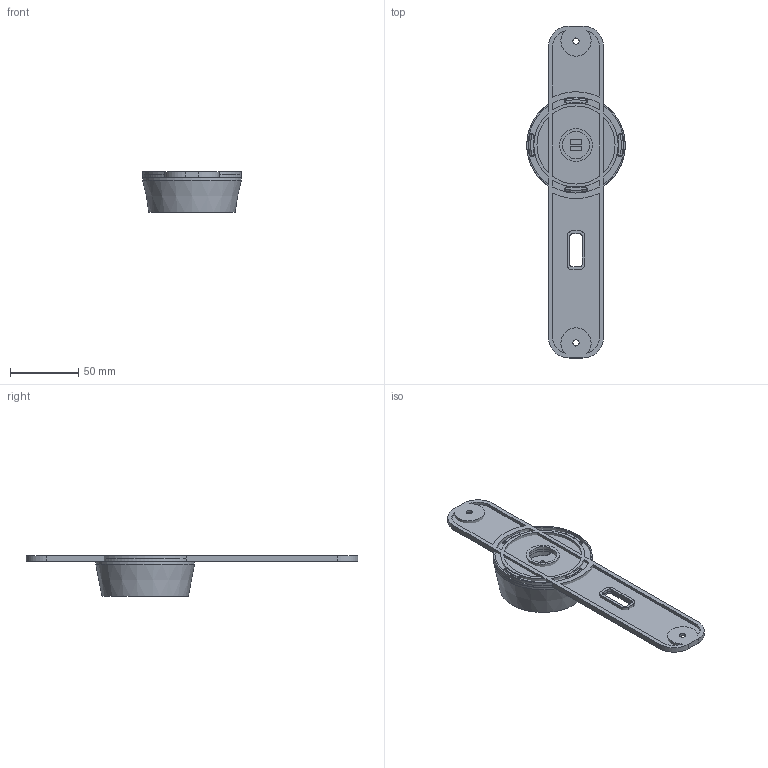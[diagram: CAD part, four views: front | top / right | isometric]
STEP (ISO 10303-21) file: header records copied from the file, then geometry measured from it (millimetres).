
FILE_DESCRIPTION(/* description */ ('','CAx-IF Rec.Pracs.---Representation and Presentation of Product Manufacturing Information (PMI)---4.0---2014-10-13'),/* implementation_level */ '2;1');
FILE_NAME(/* name */ 'DoorHandleReplacement.step',/* time_stamp */ '2024-12-16T20:06:31+01:00',/* author */ (''),/* organization */ (''),/* preprocessor_version */ 'ST-DEVELOPER v20',/* originating_system */ 'Autodesk Translation Framework v13.20.0.188',/* authorisation */ '');
FILE_SCHEMA (('AP242_MANAGED_MODEL_BASED_3D_ENGINEERING_MIM_LF { 1 0 10303 442 1 1 4 }'));
Length unit declared in the file: millimetre
Products named in the file (4): Doorknob; BaseShield; Door handle; Cover
Assembly tree (3 placements, depth 2):
  Doorknob
    BaseShield
    Door handle
    Cover
Bounding box: 72 x 242.44 x 29.5 mm (x, y, z)
Volume: 65589.4 mm3; surface area: 53675.7 mm2
Topology: 10 solids, 10 shells, 229 faces, 596 edges, 384 vertices
Faces by surface type: cylinder 108, plane 85, cone 32, bspline 4
Full cylindrical faces by diameter (mm): 4.5 x2, 11.9 x4, 20 x2, 24 x1, 53 x1, 63 x1, 72 x1
Entity records: 7498 total; most frequent: CARTESIAN_POINT 1620, DIRECTION 1246, ORIENTED_EDGE 1176, EDGE_CURVE 588, AXIS2_PLACEMENT_3D 478, VERTEX_POINT 384, LINE 290, VECTOR 290
